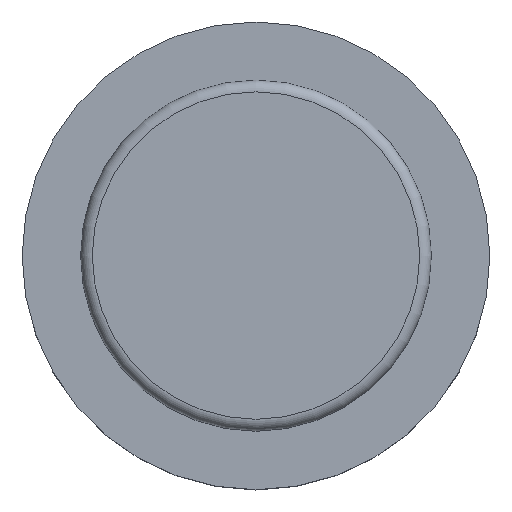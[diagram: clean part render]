
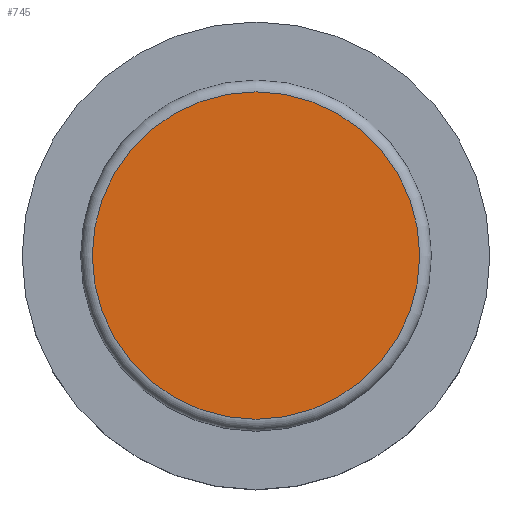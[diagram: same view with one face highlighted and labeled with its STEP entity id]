
A CAD part, top view. The second image highlights one B-rep face of the part: STEP entity #745.
In plain terms, the highlighted planar face has unit normal (0, 0, 1).
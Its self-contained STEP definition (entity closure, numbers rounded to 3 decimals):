
#49=PLANE('',#821);
#88=FACE_OUTER_BOUND('',#129,.T.);
#129=EDGE_LOOP('',(#696));
#314=CIRCLE('',#819,2.8);
#384=VERTEX_POINT('',#1243);
#487=EDGE_CURVE('',#384,#384,#314,.T.);
#696=ORIENTED_EDGE('',*,*,#487,.F.);
#745=ADVANCED_FACE('',(#88),#49,.T.);
#819=AXIS2_PLACEMENT_3D('',#1244,#1025,#1026);
#821=AXIS2_PLACEMENT_3D('',#1246,#1029,#1030);
#1025=DIRECTION('center_axis',(0.,0.,-1.));
#1026=DIRECTION('ref_axis',(-1.,0.,0.));
#1029=DIRECTION('center_axis',(0.,0.,1.));
#1030=DIRECTION('ref_axis',(1.,0.,0.));
#1243=CARTESIAN_POINT('',(-35.3,40.25,10.1));
#1244=CARTESIAN_POINT('Origin',(-32.5,40.25,10.1));
#1246=CARTESIAN_POINT('Origin',(-32.5,40.25,10.1));
